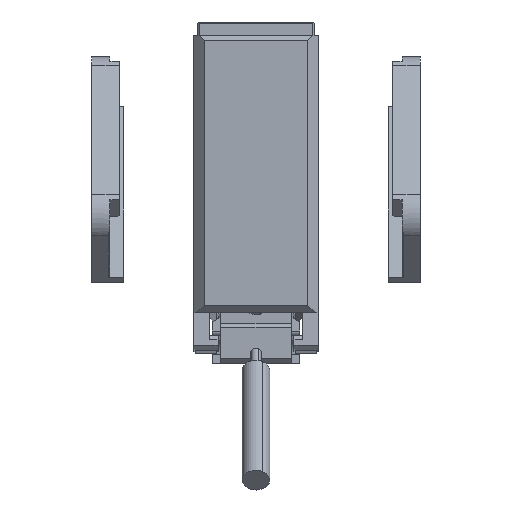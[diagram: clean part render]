
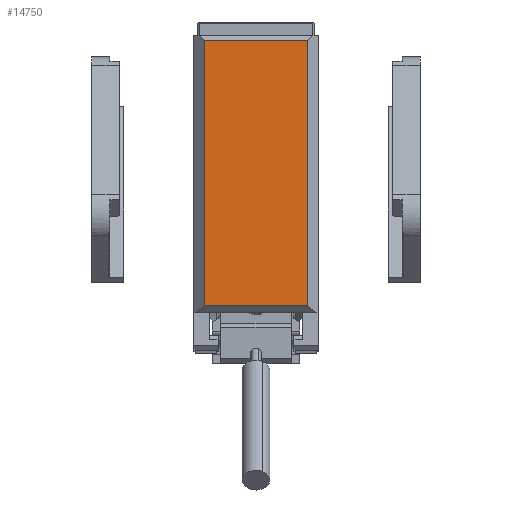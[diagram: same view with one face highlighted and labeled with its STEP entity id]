
A CAD part, left-side view. The second image highlights one B-rep face of the part: STEP entity #14750.
In plain terms, the highlighted planar face has unit normal (-1, 0, 0).
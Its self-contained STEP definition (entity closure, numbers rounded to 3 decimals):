
#12559=CARTESIAN_POINT('Vertex',(-250.,35.5,-60.)) ;
#12562=CARTESIAN_POINT('Line Origine',(-250.,35.5,32.5)) ;
#12566=CARTESIAN_POINT('Vertex',(-250.,35.5,121.5)) ;
#13428=CARTESIAN_POINT('Vertex',(-250.,-35.5,121.5)) ;
#13431=CARTESIAN_POINT('Line Origine',(-250.,-35.5,32.5)) ;
#13435=CARTESIAN_POINT('Vertex',(-250.,-35.5,-60.)) ;
#14579=CARTESIAN_POINT('Line Origine',(-250.,0.,121.5)) ;
#14725=CARTESIAN_POINT('Line Origine',(-250.,0.,-60.)) ;
#14739=CARTESIAN_POINT('Axis2P3D Location',(-250.,-42.5,115.)) ;
#12563=DIRECTION('Vector Direction',(0.,0.,-1.)) ;
#13432=DIRECTION('Vector Direction',(0.,0.,-1.)) ;
#14580=DIRECTION('Vector Direction',(0.,1.,0.)) ;
#14726=DIRECTION('Vector Direction',(0.,1.,0.)) ;
#14740=DIRECTION('Axis2P3D Direction',(1.,0.,0.)) ;
#14741=DIRECTION('Axis2P3D XDirection',(0.,1.,0.)) ;
#14742=AXIS2_PLACEMENT_3D('Plane Axis2P3D',#14739,#14740,#14741) ;
#14745=ORIENTED_EDGE('',*,*,#12568,.T.) ;
#14746=ORIENTED_EDGE('',*,*,#14729,.F.) ;
#14747=ORIENTED_EDGE('',*,*,#13437,.F.) ;
#14748=ORIENTED_EDGE('',*,*,#14583,.T.) ;
#12564=VECTOR('Line Direction',#12563,1.) ;
#13433=VECTOR('Line Direction',#13432,1.) ;
#14581=VECTOR('Line Direction',#14580,1.) ;
#14727=VECTOR('Line Direction',#14726,1.) ;
#14750=ADVANCED_FACE('SCHIEBERBETT',(#14749),#14743,.F.) ;
#12568=EDGE_CURVE('',#12567,#12560,#12565,.T.) ;
#13437=EDGE_CURVE('',#13429,#13436,#13434,.T.) ;
#14583=EDGE_CURVE('',#13429,#12567,#14582,.T.) ;
#14729=EDGE_CURVE('',#13436,#12560,#14728,.T.) ;
#14744=EDGE_LOOP('',(#14745,#14746,#14747,#14748)) ;
#14749=FACE_OUTER_BOUND('',#14744,.T.) ;
#12565=LINE('Line',#12562,#12564) ;
#13434=LINE('Line',#13431,#13433) ;
#14582=LINE('Line',#14579,#14581) ;
#14728=LINE('Line',#14725,#14727) ;
#14743=PLANE('',#14742) ;
#12560=VERTEX_POINT('',#12559) ;
#12567=VERTEX_POINT('',#12566) ;
#13429=VERTEX_POINT('',#13428) ;
#13436=VERTEX_POINT('',#13435) ;
